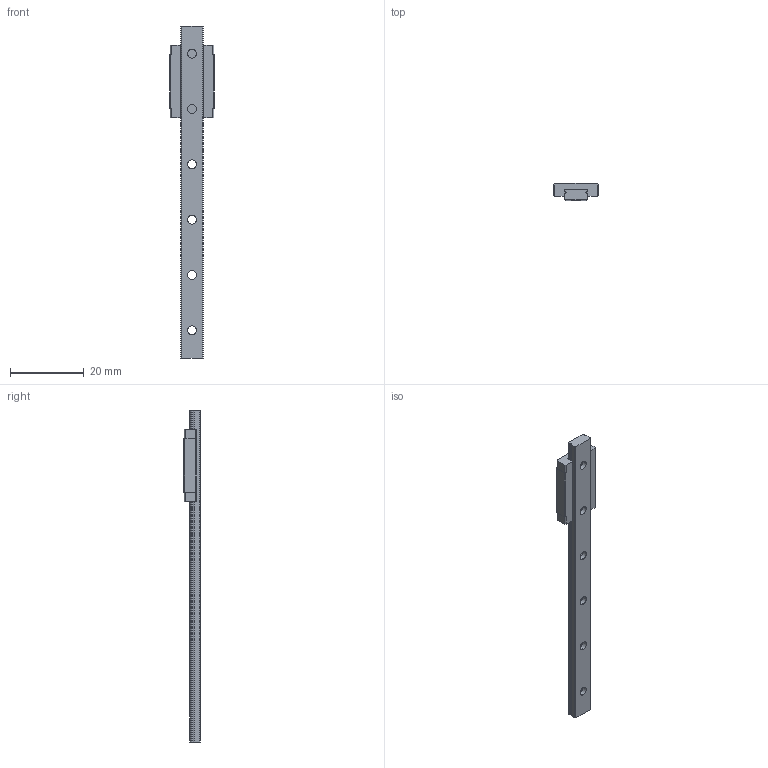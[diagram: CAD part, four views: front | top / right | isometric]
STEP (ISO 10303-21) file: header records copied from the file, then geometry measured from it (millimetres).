
FILE_DESCRIPTION (( 'STEP AP203' ), '1' );
FILE_NAME ('8381K55.STEP', '2017-12-19T15:17:48', ( '' ), ( '' ), 'SwSTEP 2.0', 'SolidWorks 2014', '' );
FILE_SCHEMA (( 'CONFIG_CONTROL_DESIGN' ));
Length unit declared in the file: millimetre
Products named in the file (1): 8381K55
Bounding box: 12 x 4.5 x 90 mm (x, y, z)
Volume: 1897.8 mm3; surface area: 2502.7 mm2
Topology: 2 solids, 2 shells, 142 faces, 394 edges, 262 vertices
Faces by surface type: plane 64, cylinder 62, cone 12, bspline 4
Entity records: 5399 total; most frequent: CARTESIAN_POINT 1747, ORIENTED_EDGE 788, DIRECTION 702, EDGE_CURVE 394, VERTEX_POINT 262, AXIS2_PLACEMENT_3D 235, LINE 232, VECTOR 232
